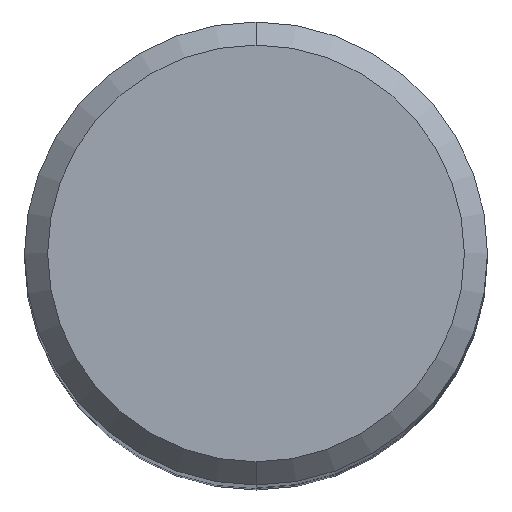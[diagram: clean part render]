
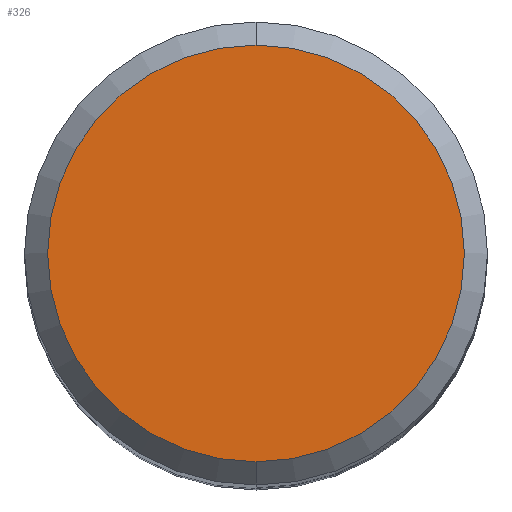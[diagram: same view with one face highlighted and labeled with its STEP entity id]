
A CAD part, top view. The second image highlights one B-rep face of the part: STEP entity #326.
In plain terms, the highlighted planar face has unit normal (0, 0, 1).
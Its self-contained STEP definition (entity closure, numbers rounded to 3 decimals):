
#226=VERTEX_POINT('',#526);
#230=VERTEX_POINT('',#530);
#284=EDGE_CURVE('',#230,#226,#589,.T.);
#326=ADVANCED_FACE('',(#633),#634,.T.);
#350=EDGE_CURVE('',#226,#230,#661,.T.);
#526=CARTESIAN_POINT('',(0.0,7.2,0.0));
#530=CARTESIAN_POINT('',(0.,-7.2,0.0));
#589=CIRCLE('',#1078,7.2);
#633=FACE_OUTER_BOUND('',#1148,.T.);
#634=PLANE('',#1149);
#661=CIRCLE('',#1199,7.2);
#1078=AXIS2_PLACEMENT_3D('',#1601,#1602,#1603);
#1148=EDGE_LOOP('',(#1644,#1645));
#1149=AXIS2_PLACEMENT_3D('',#1646,#1647,#1648);
#1199=AXIS2_PLACEMENT_3D('',#1675,#1676,#1677);
#1601=CARTESIAN_POINT('',(0.0,0.0,0.0));
#1602=DIRECTION('',(0.0,0.0,-1.0));
#1603=DIRECTION('',(0.0,1.0,0.0));
#1644=ORIENTED_EDGE('',*,*,#350,.F.);
#1645=ORIENTED_EDGE('',*,*,#284,.F.);
#1646=CARTESIAN_POINT('',(0.0,3.6,0.0));
#1647=DIRECTION('',(-0.0,0.0,1.0));
#1648=DIRECTION('',(0.0,-1.0,0.0));
#1675=CARTESIAN_POINT('',(0.0,0.0,0.0));
#1676=DIRECTION('',(0.0,0.0,-1.0));
#1677=DIRECTION('',(0.0,1.0,0.0));
